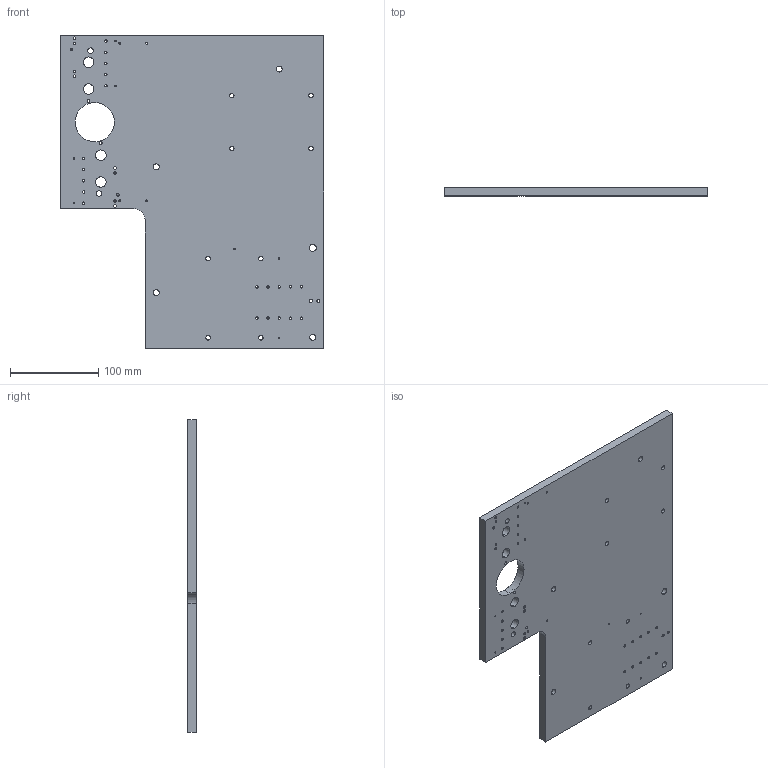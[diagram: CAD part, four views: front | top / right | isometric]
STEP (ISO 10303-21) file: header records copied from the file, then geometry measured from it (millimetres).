
FILE_DESCRIPTION (( 'STEP AP203' ), '1' );
FILE_NAME ('M20-A-6878-01, Main Plate.STEP', '2016-05-20T16:02:16', ( 'Ryan' ), ( '' ), 'SwSTEP 2.0', 'SolidWorks 2016', '' );
FILE_SCHEMA (( 'CONFIG_CONTROL_DESIGN' ));
Length unit declared in the file: inch
Products named in the file (2): M20-A-6878-01, Main Plate
Bounding box: 299.72 x 9.53 x 355.6 mm (x, y, z)
Volume: 844265.9 mm3; surface area: 198511.4 mm2
Topology: 1 solids, 1 shells, 185 faces, 517 edges, 318 vertices
Faces by surface type: cylinder 145, cone 32, plane 8
Entity records: 6222 total; most frequent: DIRECTION 1149, CARTESIAN_POINT 990, ORIENTED_EDGE 970, EDGE_CURVE 485, AXIS2_PLACEMENT_3D 477, VERTEX_POINT 318, EDGE_LOOP 313, CIRCLE 290
